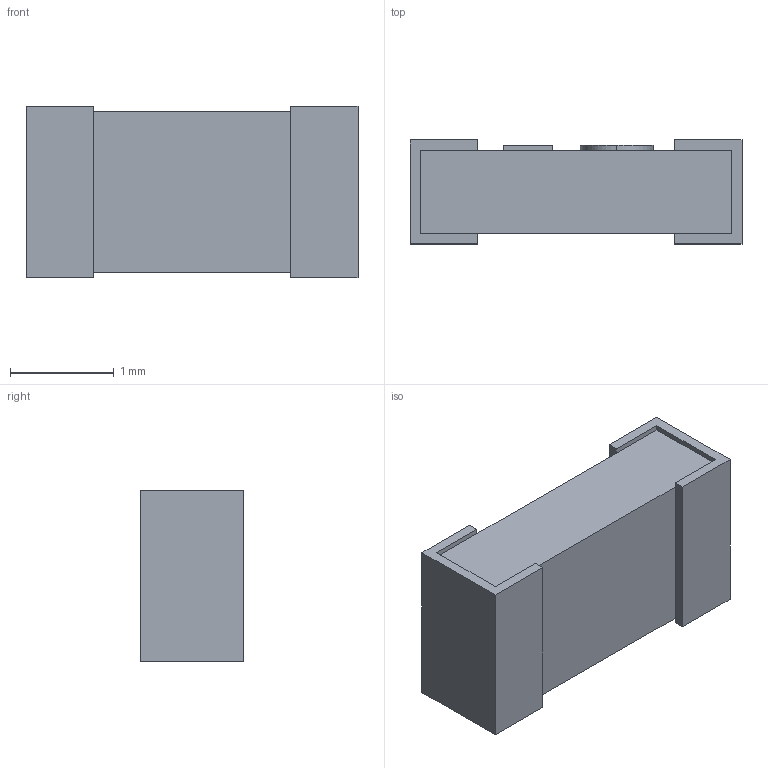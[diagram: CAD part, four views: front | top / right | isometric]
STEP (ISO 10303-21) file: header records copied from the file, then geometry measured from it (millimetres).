
FILE_DESCRIPTION (( 'STEP AP214' ), '1' );
FILE_NAME ('SF-1206HH-R.STP', '2023-03-27T21:37:12', ( '' ), ( '' ), 'SwSTEP 2.0', 'SolidWorks 2021', '' );
FILE_SCHEMA (( 'AUTOMOTIVE_DESIGN' ));
Length unit declared in the file: millimetre
Products named in the file (1): SF-1206HH-R
Bounding box: 3.2 x 1 x 1.65 mm (x, y, z)
Volume: 4.4 mm3; surface area: 20.6 mm2
Topology: 1 solids, 1 shells, 51 faces, 130 edges, 84 vertices
Faces by surface type: plane 43, bspline 8
Entity records: 2337 total; most frequent: CARTESIAN_POINT 850, ORIENTED_EDGE 260, DIRECTION 202, EDGE_CURVE 130, LINE 114, VECTOR 114, VERTEX_POINT 84, EDGE_LOOP 54
